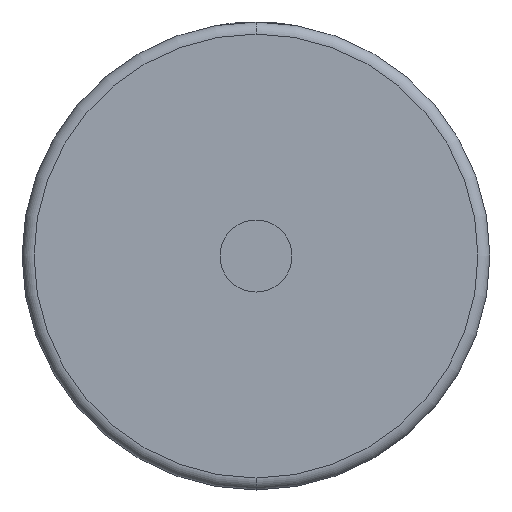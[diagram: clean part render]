
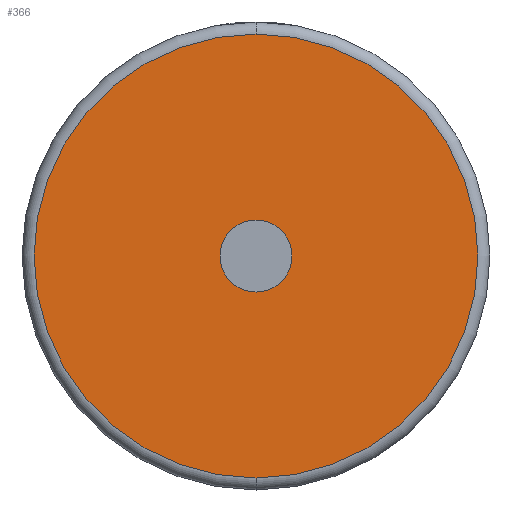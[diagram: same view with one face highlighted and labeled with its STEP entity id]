
A CAD part, front view. The second image highlights one B-rep face of the part: STEP entity #366.
In plain terms, the highlighted planar face has unit normal (0, -1, 0).
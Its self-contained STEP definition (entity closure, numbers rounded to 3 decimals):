
#11 = DIRECTION ( 'NONE',  ( 0., 0., 1. ) ) ;
#85 = AXIS2_PLACEMENT_3D ( 'NONE', #2608, #3169, #11 ) ;
#193 = EDGE_CURVE ( 'NONE', #201, #3717, #926, .T. ) ;
#201 = VERTEX_POINT ( 'NONE', #2157 ) ;
#248 = DIRECTION ( 'NONE',  ( 0., 0., 1. ) ) ;
#261 = CIRCLE ( 'NONE', #85, 6. ) ;
#316 = CARTESIAN_POINT ( 'NONE',  ( 0., 0., -37. ) ) ;
#366 = ADVANCED_FACE ( 'NONE', ( #2479, #1058 ), #3719, .F. ) ;
#394 = AXIS2_PLACEMENT_3D ( 'NONE', #3013, #3003, #1284 ) ;
#724 = DIRECTION ( 'NONE',  ( 0., 0., 1. ) ) ;
#802 = AXIS2_PLACEMENT_3D ( 'NONE', #3006, #994, #724 ) ;
#926 = CIRCLE ( 'NONE', #394, 6. ) ;
#994 = DIRECTION ( 'NONE',  ( 0., -1., 0. ) ) ;
#1058 = FACE_BOUND ( 'NONE', #1359, .T. ) ;
#1284 = DIRECTION ( 'NONE',  ( 0., 0., 1. ) ) ;
#1359 = EDGE_LOOP ( 'NONE', ( #3299, #2589 ) ) ;
#1446 = AXIS2_PLACEMENT_3D ( 'NONE', #3490, #3513, #2108 ) ;
#1501 = EDGE_CURVE ( 'NONE', #3717, #201, #261, .T. ) ;
#1603 = CIRCLE ( 'NONE', #1446, 37. ) ;
#1677 = CARTESIAN_POINT ( 'NONE',  ( 0., 0., 0. ) ) ;
#1912 = EDGE_LOOP ( 'NONE', ( #3439, #3347 ) ) ;
#2108 = DIRECTION ( 'NONE',  ( 0., 0., 1. ) ) ;
#2157 = CARTESIAN_POINT ( 'NONE',  ( 0., 0., 6. ) ) ;
#2211 = CARTESIAN_POINT ( 'NONE',  ( 0., 0., -6. ) ) ;
#2265 = DIRECTION ( 'NONE',  ( 0., 1., 0. ) ) ;
#2267 = CIRCLE ( 'NONE', #802, 37. ) ;
#2287 = CARTESIAN_POINT ( 'NONE',  ( 0., 0., 37. ) ) ;
#2479 = FACE_OUTER_BOUND ( 'NONE', #1912, .T. ) ;
#2589 = ORIENTED_EDGE ( 'NONE', *, *, #1501, .F. ) ;
#2608 = CARTESIAN_POINT ( 'NONE',  ( 0., 0., 0. ) ) ;
#2947 = AXIS2_PLACEMENT_3D ( 'NONE', #1677, #2265, #248 ) ;
#3003 = DIRECTION ( 'NONE',  ( 0., -1., 0. ) ) ;
#3006 = CARTESIAN_POINT ( 'NONE',  ( 0., 0., 0. ) ) ;
#3013 = CARTESIAN_POINT ( 'NONE',  ( 0., 0., 0. ) ) ;
#3060 = VERTEX_POINT ( 'NONE', #316 ) ;
#3169 = DIRECTION ( 'NONE',  ( 0., -1., 0. ) ) ;
#3209 = VERTEX_POINT ( 'NONE', #2287 ) ;
#3299 = ORIENTED_EDGE ( 'NONE', *, *, #193, .F. ) ;
#3347 = ORIENTED_EDGE ( 'NONE', *, *, #3532, .T. ) ;
#3439 = ORIENTED_EDGE ( 'NONE', *, *, #3557, .T. ) ;
#3490 = CARTESIAN_POINT ( 'NONE',  ( 0., 0., 0. ) ) ;
#3513 = DIRECTION ( 'NONE',  ( 0., -1., 0. ) ) ;
#3532 = EDGE_CURVE ( 'NONE', #3060, #3209, #1603, .T. ) ;
#3557 = EDGE_CURVE ( 'NONE', #3209, #3060, #2267, .T. ) ;
#3717 = VERTEX_POINT ( 'NONE', #2211 ) ;
#3719 = PLANE ( 'NONE',  #2947 ) ;
